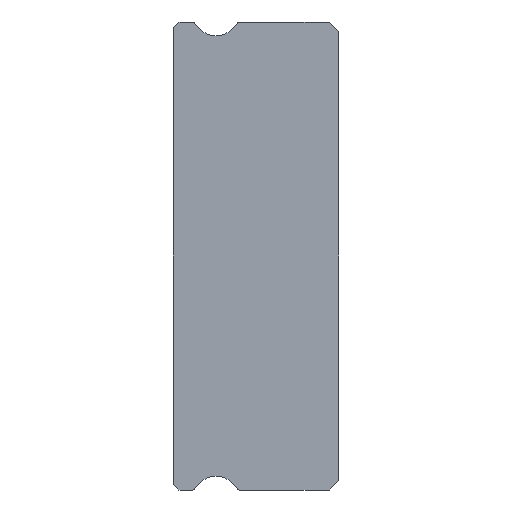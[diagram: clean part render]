
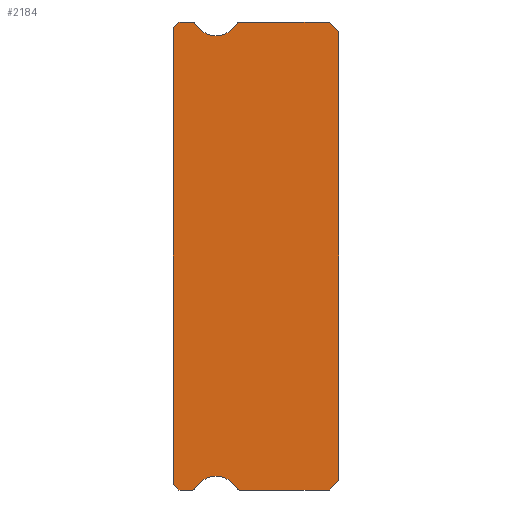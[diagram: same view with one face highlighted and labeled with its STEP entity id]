
A CAD part, left-side view. The second image highlights one B-rep face of the part: STEP entity #2184.
In plain terms, the highlighted planar face has unit normal (-1, 0, 0).
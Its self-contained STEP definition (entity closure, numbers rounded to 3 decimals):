
#11 = CARTESIAN_POINT ( 'NONE',  ( -15., 6.3, 11.3 ) ) ;
#24 = CIRCLE ( 'NONE', #1850, 1.25 ) ;
#31 = CARTESIAN_POINT ( 'NONE',  ( -15., 0.5, -12. ) ) ;
#45 = CARTESIAN_POINT ( 'NONE',  ( -15., 0.5, 12. ) ) ;
#63 = VECTOR ( 'NONE', #947, 1000. ) ;
#64 = DIRECTION ( 'NONE',  ( -1., 0., 0. ) ) ;
#76 = CARTESIAN_POINT ( 'NONE',  ( -15., 7.512, 11.85 ) ) ;
#82 = EDGE_CURVE ( 'NONE', #1236, #423, #24, .T. ) ;
#98 = CARTESIAN_POINT ( 'NONE',  ( -15., 0., 11.5 ) ) ;
#114 = LINE ( 'NONE', #1643, #1110 ) ;
#172 = CARTESIAN_POINT ( 'NONE',  ( -15., 7.383, -11.925 ) ) ;
#191 = VECTOR ( 'NONE', #1571, 1000. ) ;
#199 = CIRCLE ( 'NONE', #1891, 0.15 ) ;
#206 = CARTESIAN_POINT ( 'NONE',  ( -15., 0.5, 12. ) ) ;
#216 = DIRECTION ( 'NONE',  ( 1., 0., 0. ) ) ;
#225 = FACE_OUTER_BOUND ( 'NONE', #1644, .T. ) ;
#226 = EDGE_CURVE ( 'NONE', #2133, #481, #1757, .T. ) ;
#231 = AXIS2_PLACEMENT_3D ( 'NONE', #76, #1558, #2099 ) ;
#236 = CARTESIAN_POINT ( 'NONE',  ( -15., 5.217, 11.925 ) ) ;
#243 = DIRECTION ( 'NONE',  ( 0., -0.707, -0.707 ) ) ;
#249 = CARTESIAN_POINT ( 'NONE',  ( -15., 7.512, -12. ) ) ;
#263 = CARTESIAN_POINT ( 'NONE',  ( -15., 8.2, 12. ) ) ;
#279 = VERTEX_POINT ( 'NONE', #249 ) ;
#293 = CARTESIAN_POINT ( 'NONE',  ( -15., 6.3, 12.55 ) ) ;
#314 = CARTESIAN_POINT ( 'NONE',  ( -15., 7.512, 12. ) ) ;
#325 = CARTESIAN_POINT ( 'NONE',  ( -15., 0., 11.5 ) ) ;
#345 = VECTOR ( 'NONE', #866, 1000. ) ;
#352 = ORIENTED_EDGE ( 'NONE', *, *, #852, .F. ) ;
#362 = ORIENTED_EDGE ( 'NONE', *, *, #883, .F. ) ;
#370 = DIRECTION ( 'NONE',  ( 1., 0., 0. ) ) ;
#423 = VERTEX_POINT ( 'NONE', #236 ) ;
#442 = CIRCLE ( 'NONE', #1998, 0.15 ) ;
#445 = CARTESIAN_POINT ( 'NONE',  ( -15., 6.3, 12.55 ) ) ;
#461 = CARTESIAN_POINT ( 'NONE',  ( -15., 5.088, -12. ) ) ;
#481 = VERTEX_POINT ( 'NONE', #98 ) ;
#495 = LINE ( 'NONE', #325, #2139 ) ;
#506 = DIRECTION ( 'NONE',  ( 1., 0., 0. ) ) ;
#525 = EDGE_CURVE ( 'NONE', #2095, #1295, #1550, .T. ) ;
#536 = LINE ( 'NONE', #1765, #1257 ) ;
#537 = DIRECTION ( 'NONE',  ( 0., 0., -1. ) ) ;
#559 = DIRECTION ( 'NONE',  ( 0., 0.707, -0.707 ) ) ;
#577 = VECTOR ( 'NONE', #1962, 1000. ) ;
#579 = CARTESIAN_POINT ( 'NONE',  ( -15., 5.088, 12. ) ) ;
#592 = CARTESIAN_POINT ( 'NONE',  ( -15., 7.512, 12. ) ) ;
#639 = ORIENTED_EDGE ( 'NONE', *, *, #1389, .F. ) ;
#663 = EDGE_CURVE ( 'NONE', #1779, #2133, #2157, .T. ) ;
#730 = ORIENTED_EDGE ( 'NONE', *, *, #1814, .T. ) ;
#735 = CARTESIAN_POINT ( 'NONE',  ( -15., 7.512, -12. ) ) ;
#833 = LINE ( 'NONE', #987, #1709 ) ;
#852 = EDGE_CURVE ( 'NONE', #423, #1779, #199, .T. ) ;
#866 = DIRECTION ( 'NONE',  ( 0., 1., 0. ) ) ;
#876 = CARTESIAN_POINT ( 'NONE',  ( -15., 8.5, 11.7 ) ) ;
#877 = CARTESIAN_POINT ( 'NONE',  ( -15., 8.2, -12. ) ) ;
#883 = EDGE_CURVE ( 'NONE', #1140, #2176, #1446, .T. ) ;
#897 = DIRECTION ( 'NONE',  ( 0., 0., -1. ) ) ;
#917 = CARTESIAN_POINT ( 'NONE',  ( -15., 0., -11.5 ) ) ;
#932 = LINE ( 'NONE', #1440, #1517 ) ;
#947 = DIRECTION ( 'NONE',  ( 0., 1., 0. ) ) ;
#952 = EDGE_CURVE ( 'NONE', #1747, #1341, #114, .T. ) ;
#953 = VERTEX_POINT ( 'NONE', #917 ) ;
#965 = DIRECTION ( 'NONE',  ( 0., 0., -1. ) ) ;
#987 = CARTESIAN_POINT ( 'NONE',  ( -15., 8.5, 11.7 ) ) ;
#1016 = ORIENTED_EDGE ( 'NONE', *, *, #1217, .T. ) ;
#1025 = DIRECTION ( 'NONE',  ( 0., 0., -1. ) ) ;
#1039 = AXIS2_PLACEMENT_3D ( 'NONE', #1165, #370, #1758 ) ;
#1042 = DIRECTION ( 'NONE',  ( 0., 0., -1. ) ) ;
#1054 = DIRECTION ( 'NONE',  ( 1., 0., 0. ) ) ;
#1067 = EDGE_CURVE ( 'NONE', #1958, #1140, #1075, .T. ) ;
#1068 = EDGE_CURVE ( 'NONE', #1295, #1236, #1755, .T. ) ;
#1075 = LINE ( 'NONE', #2151, #63 ) ;
#1110 = VECTOR ( 'NONE', #243, 1000. ) ;
#1114 = ORIENTED_EDGE ( 'NONE', *, *, #2131, .T. ) ;
#1117 = LINE ( 'NONE', #263, #345 ) ;
#1124 = DIRECTION ( 'NONE',  ( 0., 0., -1. ) ) ;
#1140 = VERTEX_POINT ( 'NONE', #461 ) ;
#1165 = CARTESIAN_POINT ( 'NONE',  ( -15., 5.088, -11.85 ) ) ;
#1184 = CIRCLE ( 'NONE', #1401, 1.25 ) ;
#1217 = EDGE_CURVE ( 'NONE', #1948, #2162, #833, .T. ) ;
#1236 = VERTEX_POINT ( 'NONE', #11 ) ;
#1257 = VECTOR ( 'NONE', #559, 1000. ) ;
#1285 = VERTEX_POINT ( 'NONE', #172 ) ;
#1295 = VERTEX_POINT ( 'NONE', #1356 ) ;
#1341 = VERTEX_POINT ( 'NONE', #877 ) ;
#1356 = CARTESIAN_POINT ( 'NONE',  ( -15., 7.383, 11.925 ) ) ;
#1371 = AXIS2_PLACEMENT_3D ( 'NONE', #445, #1793, #1124 ) ;
#1389 = EDGE_CURVE ( 'NONE', #1285, #279, #442, .T. ) ;
#1394 = PLANE ( 'NONE',  #231 ) ;
#1401 = AXIS2_PLACEMENT_3D ( 'NONE', #1581, #64, #897 ) ;
#1426 = ORIENTED_EDGE ( 'NONE', *, *, #663, .F. ) ;
#1440 = CARTESIAN_POINT ( 'NONE',  ( -15., 8.5, 11.85 ) ) ;
#1446 = CIRCLE ( 'NONE', #1039, 0.15 ) ;
#1494 = DIRECTION ( 'NONE',  ( -1., 0., 0. ) ) ;
#1502 = EDGE_CURVE ( 'NONE', #1747, #2162, #932, .T. ) ;
#1505 = AXIS2_PLACEMENT_3D ( 'NONE', #1716, #506, #1025 ) ;
#1517 = VECTOR ( 'NONE', #1625, 1000. ) ;
#1542 = LINE ( 'NONE', #735, #191 ) ;
#1550 = CIRCLE ( 'NONE', #1505, 0.15 ) ;
#1558 = DIRECTION ( 'NONE',  ( 1., 0., 0. ) ) ;
#1571 = DIRECTION ( 'NONE',  ( 0., -1., 0. ) ) ;
#1581 = CARTESIAN_POINT ( 'NONE',  ( -15., 6.3, -12.55 ) ) ;
#1625 = DIRECTION ( 'NONE',  ( 0., 0., 1. ) ) ;
#1643 = CARTESIAN_POINT ( 'NONE',  ( -15., 8.2, -12. ) ) ;
#1644 = EDGE_LOOP ( 'NONE', ( #1785, #1981, #1114, #639, #2201, #362, #1978, #1861, #1816, #1674, #1426, #352, #2005, #1882, #1721, #730, #1016 ) ) ;
#1674 = ORIENTED_EDGE ( 'NONE', *, *, #226, .F. ) ;
#1709 = VECTOR ( 'NONE', #1875, 1000. ) ;
#1716 = CARTESIAN_POINT ( 'NONE',  ( -15., 7.512, 11.85 ) ) ;
#1717 = DIRECTION ( 'NONE',  ( 0., 0., 1. ) ) ;
#1721 = ORIENTED_EDGE ( 'NONE', *, *, #525, .F. ) ;
#1747 = VERTEX_POINT ( 'NONE', #1798 ) ;
#1755 = CIRCLE ( 'NONE', #1371, 1.25 ) ;
#1757 = LINE ( 'NONE', #206, #1821 ) ;
#1758 = DIRECTION ( 'NONE',  ( 0., 0., -1. ) ) ;
#1765 = CARTESIAN_POINT ( 'NONE',  ( -15., 0., -11.5 ) ) ;
#1779 = VERTEX_POINT ( 'NONE', #579 ) ;
#1785 = ORIENTED_EDGE ( 'NONE', *, *, #1502, .F. ) ;
#1793 = DIRECTION ( 'NONE',  ( -1., 0., 0. ) ) ;
#1798 = CARTESIAN_POINT ( 'NONE',  ( -15., 8.5, -11.7 ) ) ;
#1814 = EDGE_CURVE ( 'NONE', #2095, #1948, #1117, .T. ) ;
#1816 = ORIENTED_EDGE ( 'NONE', *, *, #2055, .T. ) ;
#1821 = VECTOR ( 'NONE', #1934, 1000. ) ;
#1850 = AXIS2_PLACEMENT_3D ( 'NONE', #293, #1494, #965 ) ;
#1861 = ORIENTED_EDGE ( 'NONE', *, *, #2192, .F. ) ;
#1875 = DIRECTION ( 'NONE',  ( 0., 0.707, -0.707 ) ) ;
#1882 = ORIENTED_EDGE ( 'NONE', *, *, #1068, .F. ) ;
#1891 = AXIS2_PLACEMENT_3D ( 'NONE', #2120, #1054, #1042 ) ;
#1934 = DIRECTION ( 'NONE',  ( 0., -0.707, -0.707 ) ) ;
#1948 = VERTEX_POINT ( 'NONE', #2094 ) ;
#1958 = VERTEX_POINT ( 'NONE', #31 ) ;
#1962 = DIRECTION ( 'NONE',  ( 0., -1., 0. ) ) ;
#1978 = ORIENTED_EDGE ( 'NONE', *, *, #1067, .F. ) ;
#1981 = ORIENTED_EDGE ( 'NONE', *, *, #952, .T. ) ;
#1998 = AXIS2_PLACEMENT_3D ( 'NONE', #2100, #216, #537 ) ;
#2005 = ORIENTED_EDGE ( 'NONE', *, *, #82, .F. ) ;
#2055 = EDGE_CURVE ( 'NONE', #953, #481, #495, .T. ) ;
#2088 = CARTESIAN_POINT ( 'NONE',  ( -15., 5.217, -11.925 ) ) ;
#2094 = CARTESIAN_POINT ( 'NONE',  ( -15., 8.2, 12. ) ) ;
#2095 = VERTEX_POINT ( 'NONE', #314 ) ;
#2099 = DIRECTION ( 'NONE',  ( 0., 0., -1. ) ) ;
#2100 = CARTESIAN_POINT ( 'NONE',  ( -15., 7.512, -11.85 ) ) ;
#2120 = CARTESIAN_POINT ( 'NONE',  ( -15., 5.088, 11.85 ) ) ;
#2131 = EDGE_CURVE ( 'NONE', #1341, #279, #1542, .T. ) ;
#2132 = EDGE_CURVE ( 'NONE', #2176, #1285, #1184, .T. ) ;
#2133 = VERTEX_POINT ( 'NONE', #45 ) ;
#2139 = VECTOR ( 'NONE', #1717, 1000. ) ;
#2151 = CARTESIAN_POINT ( 'NONE',  ( -15., 7.512, -12. ) ) ;
#2157 = LINE ( 'NONE', #592, #577 ) ;
#2162 = VERTEX_POINT ( 'NONE', #876 ) ;
#2176 = VERTEX_POINT ( 'NONE', #2088 ) ;
#2184 = ADVANCED_FACE ( 'NONE', ( #225 ), #1394, .F. ) ;
#2192 = EDGE_CURVE ( 'NONE', #953, #1958, #536, .T. ) ;
#2201 = ORIENTED_EDGE ( 'NONE', *, *, #2132, .F. ) ;
